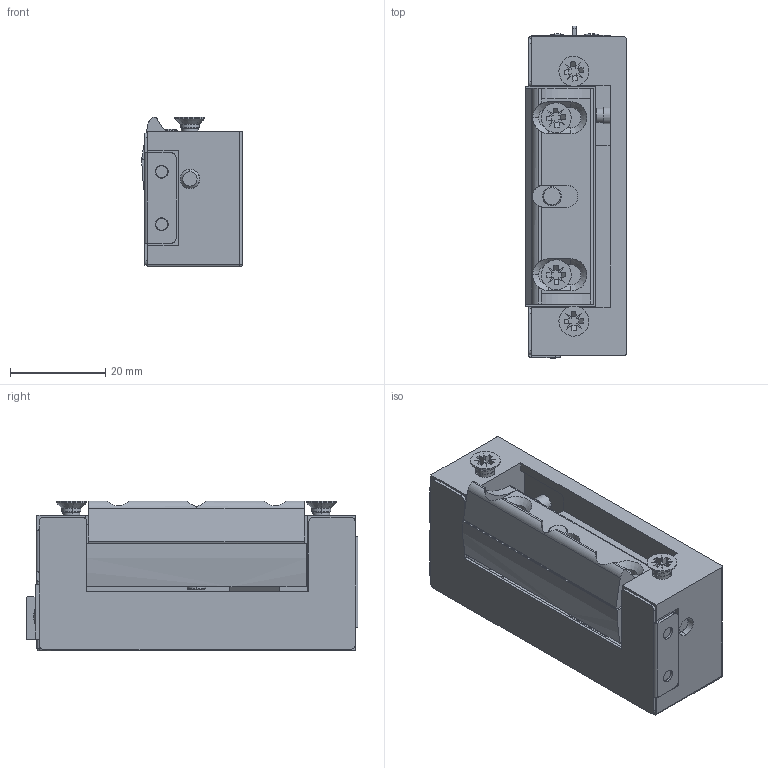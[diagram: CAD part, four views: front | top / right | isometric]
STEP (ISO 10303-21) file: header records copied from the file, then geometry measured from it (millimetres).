
FILE_DESCRIPTION (( 'STEP AP214' ), '1' );
FILE_NAME ('SE2.STEP', '2021-07-30T13:19:39', ( '' ), ( '' ), 'SwSTEP 2.0', 'SolidWorks 2020', '' );
FILE_SCHEMA (( 'AUTOMOTIVE_DESIGN' ));
Length unit declared in the file: millimetre
Products named in the file (10): MP0849-AXIS; MP0851-CASING; MP0853-COVER; ISO 7045 - M3 x 4 - Z --- 4S_ISO 7045 - M3 x 4 - Z --- 4S; SE2; MP0854-LATCH SUPPORT_m‚moire stationnaire; MP0852-CONTACT STATIONNAIRE; PP0303-BORNIER; MP0855-LATCH_m‚moire stationnaire; DIN7500M-M4x6 MODIF
Assembly tree (13 placements, depth 2):
  SE2
    MP0851-CASING
    MP0849-AXIS
    MP0853-COVER
    PP0303-BORNIER
    MP0854-LATCH SUPPORT_m‚moire stationnaire
    MP0855-LATCH_m‚moire stationnaire
    DIN7500M-M4x6 MODIF  x4
    ISO 7045 - M3 x 4 - Z --- 4S_ISO 7045 - M3 x 4 - Z --- 4S  x2
    MP0852-CONTACT STATIONNAIRE
Bounding box: 21.1 x 69.74 x 31.51 mm (x, y, z)
Volume: 24725.6 mm3; surface area: 20065.9 mm2
Topology: 13 solids, 13 shells, 599 faces, 1518 edges, 946 vertices
Faces by surface type: plane 303, cylinder 147, cone 134, torus 8, sphere 7
Entity records: 12309 total; most frequent: CARTESIAN_POINT 2173, DIRECTION 2064, ORIENTED_EDGE 1934, EDGE_CURVE 967, AXIS2_PLACEMENT_3D 731, VERTEX_POINT 606, VECTOR 602, LINE 602
